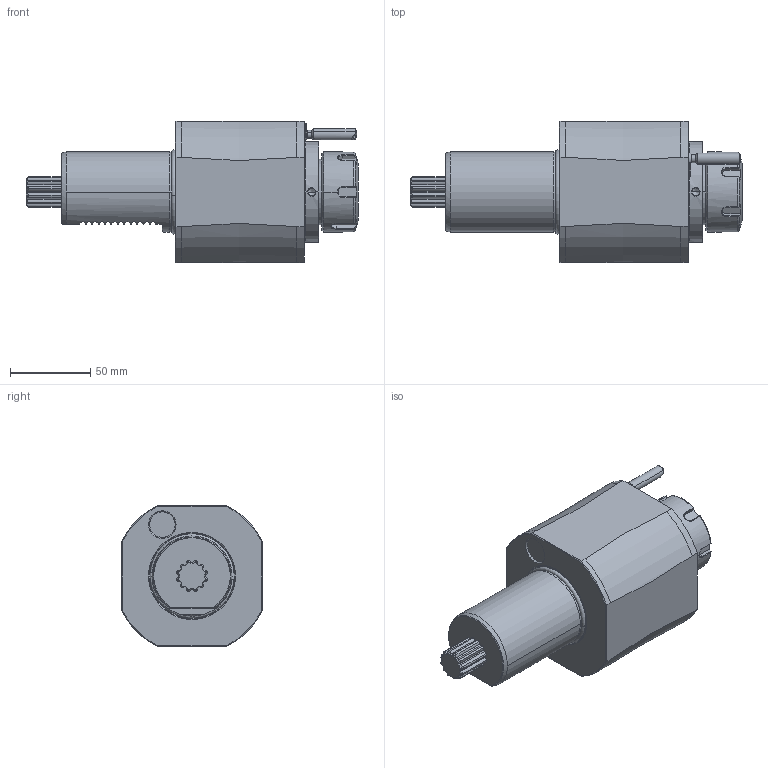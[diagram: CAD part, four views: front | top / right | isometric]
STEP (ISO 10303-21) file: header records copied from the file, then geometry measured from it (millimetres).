
FILE_DESCRIPTION((''),'2;1');
FILE_NAME('NGT1_50_111_32_1','2020-02-13T',('vali'),('NOVA GRUP'),'PRO/ENGINEER BY PARAMETRIC TECHNOLOGY CORPORATION, 2010280','PRO/ENGINEER BY PARAMETRIC TECHNOLOGY CORPORATION, 2010280','');
FILE_SCHEMA(('CONFIG_CONTROL_DESIGN'));
Length unit declared in the file: millimetre
Products named in the file (1): NGT1_50_111_32_1
Bounding box: 207.1 x 88 x 88 mm (x, y, z)
Volume: 762309.2 mm3; surface area: 62229.7 mm2
Topology: 1 solids, 1 shells, 315 faces, 847 edges, 540 vertices
Faces by surface type: cylinder 105, plane 102, cone 59, bspline 28, torus 19, sphere 2
Entity records: 15189 total; most frequent: CARTESIAN_POINT 7837, ORIENTED_EDGE 1678, DIRECTION 1313, EDGE_CURVE 839, VERTEX_POINT 540, AXIS2_PLACEMENT_3D 504, EDGE_LOOP 329, B_SPLINE_CURVE_WITH_KNOTS 317
